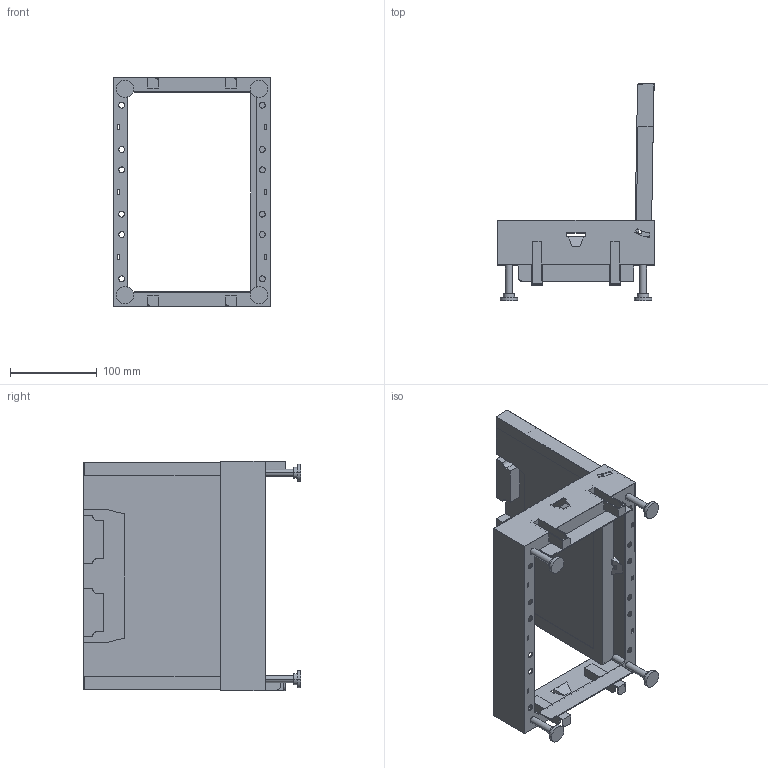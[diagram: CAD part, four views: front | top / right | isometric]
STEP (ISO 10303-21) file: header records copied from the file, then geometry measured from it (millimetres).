
FILE_DESCRIPTION(('CATIA V5 STEP Exchange','CAx-IF Rec.Pracs.--- Model Styling and Organization---1.5--- 2016-08-15','CAx-IF Rec.Pracs.---Supplemental Geometry---1.0---2011-11-01','CAx-IF Rec.Pracs.--- Composite Materials ---3.4---2017-06-13','CAx-IF Rec.Pracs.---Tessellated 3D Geometry---1.0---2015-12-17'),'2;1');
FILE_NAME('LG-080742-S_open.stp','2025-05-02T08:40:33+00:00',('none'),('none'),'CATIA Version 5-6 Release 2020','CATIA V5 STEP AP242 v1','none');
FILE_SCHEMA(('AP242_MANAGED_MODEL_BASED_3D_ENGINEERING_MIM_LF {1 0 10303 442 1 1 4}'));
Length unit declared in the file: millimetre
Products named in the file (3): A029402_A; A027980_A-S_92mm; AO11423_A-S
Assembly tree (2 placements, depth 2):
  A029402_A
    A027980_A-S_92mm
    AO11423_A-S
Bounding box: 180.9 x 250.11 x 264.1 mm (x, y, z)
Volume: 376263.8 mm3; surface area: 278272.3 mm2
Topology: 2 solids, 2 shells, 356 faces, 986 edges, 650 vertices
Faces by surface type: plane 257, cylinder 99
Entity records: 10952 total; most frequent: CARTESIAN_POINT 2423, ORIENTED_EDGE 1972, DIRECTION 1339, EDGE_CURVE 986, VECTOR 777, LINE 777, VERTEX_POINT 650, EDGE_LOOP 424
